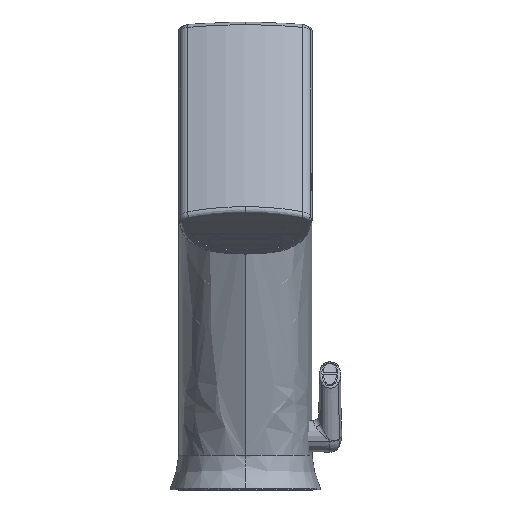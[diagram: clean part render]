
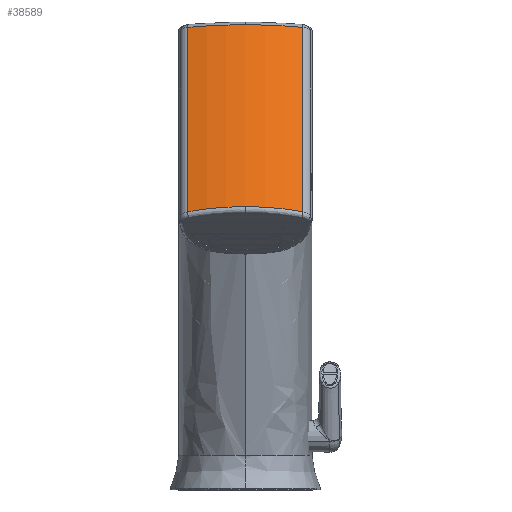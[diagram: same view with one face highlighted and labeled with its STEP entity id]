
A CAD part, top view. The second image highlights one B-rep face of the part: STEP entity #38589.
In plain terms, the highlighted cylindrical face has radius 75 mm (diameter 150 mm), a partial arc.
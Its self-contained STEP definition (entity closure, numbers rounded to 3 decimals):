
#7064 =( BOUNDED_CURVE ( )  B_SPLINE_CURVE ( 3, ( #56344, #39656, #149127, #40444 ),
 .UNSPECIFIED., .F., .F. ) 
 B_SPLINE_CURVE_WITH_KNOTS ( ( 4, 4 ),
 ( 5.987, 6.283 ),
 .UNSPECIFIED. ) 
 CURVE ( )  GEOMETRIC_REPRESENTATION_ITEM ( )  RATIONAL_B_SPLINE_CURVE ( ( 1., 0.993, 0.993, 1. ) ) 
 REPRESENTATION_ITEM ( '' )  );
#15657 = ORIENTED_EDGE ( 'NONE', *, *, #208578, .T. ) ;
#17208 = VERTEX_POINT ( 'NONE', #71654 ) ;
#21525 = DIRECTION ( 'NONE',  ( 0., -0.616, 0.788 ) ) ;
#27062 =( BOUNDED_CURVE ( )  B_SPLINE_CURVE ( 3, ( #129525, #41463, #77886, #204911 ),
 .UNSPECIFIED., .F., .F. ) 
 B_SPLINE_CURVE_WITH_KNOTS ( ( 4, 4 ),
 ( 0., 0.296 ),
 .UNSPECIFIED. ) 
 CURVE ( )  GEOMETRIC_REPRESENTATION_ITEM ( )  RATIONAL_B_SPLINE_CURVE ( ( 1., 0.993, 0.993, 1. ) ) 
 REPRESENTATION_ITEM ( '' )  );
#28905 = CARTESIAN_POINT ( 'NONE',  ( 0., 124.481, -13.47 ) ) ;
#32211 = EDGE_CURVE ( 'NONE', #147266, #230952, #129053, .T. ) ;
#36894 = EDGE_CURVE ( 'NONE', #17208, #147266, #27062, .T. ) ;
#38589 = ADVANCED_FACE ( 'NONE', ( #155396 ), #198029, .T. ) ;
#39656 = CARTESIAN_POINT ( 'NONE',  ( -14.783, 106.446, 129.652 ) ) ;
#40444 = CARTESIAN_POINT ( 'NONE',  ( 0., 107.095, 130.603 ) ) ;
#41463 = CARTESIAN_POINT ( 'NONE',  ( -7.432, 176.468, 41.81 ) ) ;
#42993 = CARTESIAN_POINT ( 'NONE',  ( 7.432, 176.468, 41.81 ) ) ;
#49155 = ORIENTED_EDGE ( 'NONE', *, *, #32211, .T. ) ;
#56344 = CARTESIAN_POINT ( 'NONE',  ( -21.891, 105.162, 127.773 ) ) ;
#67405 = EDGE_CURVE ( 'NONE', #210176, #93672, #202224, .T. ) ;
#71654 = CARTESIAN_POINT ( 'NONE',  ( 0., 176.468, 41.81 ) ) ;
#71721 = EDGE_LOOP ( 'NONE', ( #49155, #15657, #146794, #147087, #134349, #84236 ) ) ;
#74243 = CARTESIAN_POINT ( 'NONE',  ( 0., 107.095, 130.603 ) ) ;
#77886 = CARTESIAN_POINT ( 'NONE',  ( -14.783, 176.133, 40.458 ) ) ;
#82828 = DIRECTION ( 'NONE',  ( 0., -0.616, 0.788 ) ) ;
#84236 = ORIENTED_EDGE ( 'NONE', *, *, #36894, .T. ) ;
#93237 = CARTESIAN_POINT ( 'NONE',  ( 21.891, 105.162, 127.773 ) ) ;
#93672 = VERTEX_POINT ( 'NONE', #124353 ) ;
#103463 = CARTESIAN_POINT ( 'NONE',  ( -21.891, 105.162, 127.773 ) ) ;
#119572 = CARTESIAN_POINT ( 'NONE',  ( 21.891, 181.008, 30.694 ) ) ;
#124353 = CARTESIAN_POINT ( 'NONE',  ( 21.891, 105.162, 127.773 ) ) ;
#129053 = LINE ( 'NONE', #221487, #171659 ) ;
#129525 = CARTESIAN_POINT ( 'NONE',  ( 0., 176.468, 41.81 ) ) ;
#132568 = CARTESIAN_POINT ( 'NONE',  ( 21.891, 175.469, 37.784 ) ) ;
#133353 = CARTESIAN_POINT ( 'NONE',  ( 14.783, 176.133, 40.458 ) ) ;
#134349 = ORIENTED_EDGE ( 'NONE', *, *, #137615, .T. ) ;
#137579 = DIRECTION ( 'NONE',  ( 1., 0., 0. ) ) ;
#137615 = EDGE_CURVE ( 'NONE', #210176, #17208, #155069, .T. ) ;
#146228 = CARTESIAN_POINT ( 'NONE',  ( -21.891, 175.469, 37.784 ) ) ;
#146794 = ORIENTED_EDGE ( 'NONE', *, *, #175991, .T. ) ;
#147087 = ORIENTED_EDGE ( 'NONE', *, *, #67405, .F. ) ;
#147266 = VERTEX_POINT ( 'NONE', #146228 ) ;
#149127 = CARTESIAN_POINT ( 'NONE',  ( -7.432, 107.095, 130.603 ) ) ;
#155061 = CARTESIAN_POINT ( 'NONE',  ( 21.891, 175.469, 37.784 ) ) ;
#155069 =( BOUNDED_CURVE ( )  B_SPLINE_CURVE ( 3, ( #132568, #133353, #42993, #169951 ),
 .UNSPECIFIED., .F., .F. ) 
 B_SPLINE_CURVE_WITH_KNOTS ( ( 4, 4 ),
 ( 5.987, 6.283 ),
 .UNSPECIFIED. ) 
 CURVE ( )  GEOMETRIC_REPRESENTATION_ITEM ( )  RATIONAL_B_SPLINE_CURVE ( ( 1., 0.993, 0.993, 1. ) ) 
 REPRESENTATION_ITEM ( '' )  );
#155396 = FACE_OUTER_BOUND ( 'NONE', #71721, .T. ) ;
#164930 =( BOUNDED_CURVE ( )  B_SPLINE_CURVE ( 3, ( #74243, #165567, #202096, #93237 ),
 .UNSPECIFIED., .F., .T. ) 
 B_SPLINE_CURVE_WITH_KNOTS ( ( 4, 4 ),
 ( 0., 0.296 ),
 .UNSPECIFIED. ) 
 CURVE ( )  GEOMETRIC_REPRESENTATION_ITEM ( )  RATIONAL_B_SPLINE_CURVE ( ( 1., 0.993, 0.993, 1. ) ) 
 REPRESENTATION_ITEM ( '' )  );
#165567 = CARTESIAN_POINT ( 'NONE',  ( 7.432, 107.095, 130.603 ) ) ;
#169951 = CARTESIAN_POINT ( 'NONE',  ( 0., 176.468, 41.81 ) ) ;
#171659 = VECTOR ( 'NONE', #21525, 1000. ) ;
#175991 = EDGE_CURVE ( 'NONE', #232383, #93672, #164930, .T. ) ;
#178147 = CARTESIAN_POINT ( 'NONE',  ( 0., 107.095, 130.603 ) ) ;
#198029 = CYLINDRICAL_SURFACE ( 'NONE', #234982, 75. ) ;
#202096 = CARTESIAN_POINT ( 'NONE',  ( 14.783, 106.446, 129.652 ) ) ;
#202224 = LINE ( 'NONE', #119572, #213647 ) ;
#204911 = CARTESIAN_POINT ( 'NONE',  ( -21.891, 175.469, 37.784 ) ) ;
#208578 = EDGE_CURVE ( 'NONE', #230952, #232383, #7064, .T. ) ;
#210176 = VERTEX_POINT ( 'NONE', #155061 ) ;
#211054 = DIRECTION ( 'NONE',  ( 0., -0.616, 0.788 ) ) ;
#213647 = VECTOR ( 'NONE', #211054, 1000. ) ;
#221487 = CARTESIAN_POINT ( 'NONE',  ( -21.891, 181.008, 30.694 ) ) ;
#230952 = VERTEX_POINT ( 'NONE', #103463 ) ;
#232383 = VERTEX_POINT ( 'NONE', #178147 ) ;
#234982 = AXIS2_PLACEMENT_3D ( 'NONE', #28905, #82828, #137579 ) ;
